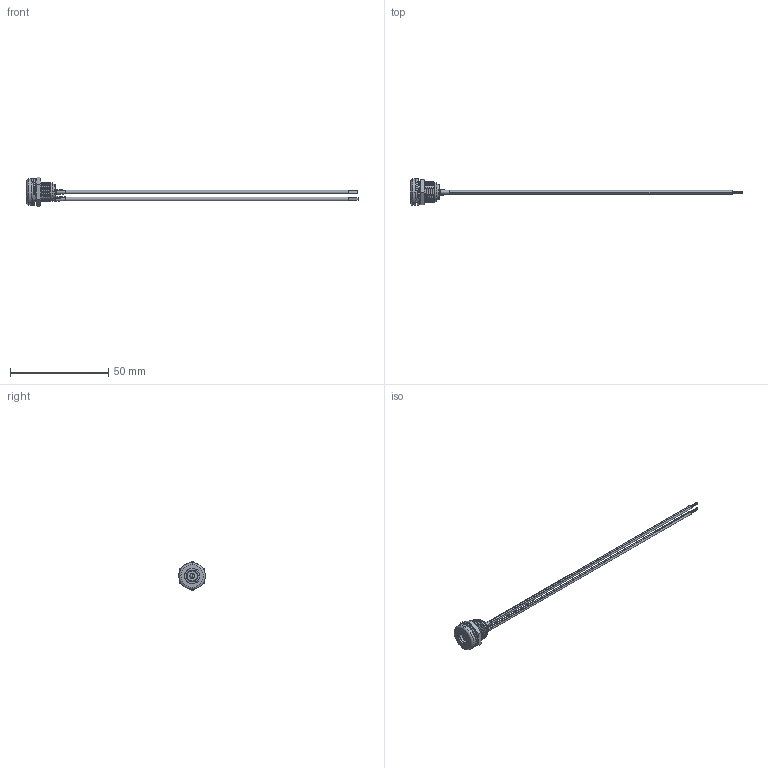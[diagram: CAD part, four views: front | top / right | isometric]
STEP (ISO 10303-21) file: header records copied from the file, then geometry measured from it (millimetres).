
FILE_DESCRIPTION (( 'STEP AP203' ), '1' );
FILE_NAME ('10-06256.STEP', '2025-05-14T15:51:39', ( '' ), ( '' ), 'SwSTEP 2.0', 'SolidWorks 2021', '' );
FILE_SCHEMA (( 'CONFIG_CONTROL_DESIGN' ));
Length unit declared in the file: millimetre
Products named in the file (13): 50-01013 shell_Shell; 32-00018_round 10-06314; 50-01013 insulator_Insulator; 56-00000; 24-00287; 50-01013 spring contact_Terminal; 10-06256; 30-02542_stripped and tinned; 50-01013; 50-01013 center pin_Center pin; 30-02541_stripped and tinned; 54-00402; 56-00001_Helical - Render
Assembly tree (13 placements, depth 4):
  10-06256
    30-02541_stripped and tinned
    30-02542_stripped and tinned
    32-00018_round 10-06314  x2
    54-00402
      50-01013
        50-01013 center pin_Center pin
        50-01013 insulator_Insulator
        50-01013 spring contact_Terminal
        50-01013 shell_Shell
      24-00287
      56-00001_Helical - Render
      56-00000
Bounding box: 169.02 x 13.64 x 15.01 mm (x, y, z)
Volume: 1997.3 mm3; surface area: 13367.1 mm2
Topology: 49 solids, 49 shells, 540 faces, 1251 edges, 798 vertices
Faces by surface type: cylinder 241, plane 172, bspline 105, torus 12, cone 10
Entity records: 40100 total; most frequent: CARTESIAN_POINT 27070, ORIENTED_EDGE 2470, DIRECTION 2355, EDGE_CURVE 1235, AXIS2_PLACEMENT_3D 1001, VERTEX_POINT 786, EDGE_LOOP 631, CIRCLE 550
